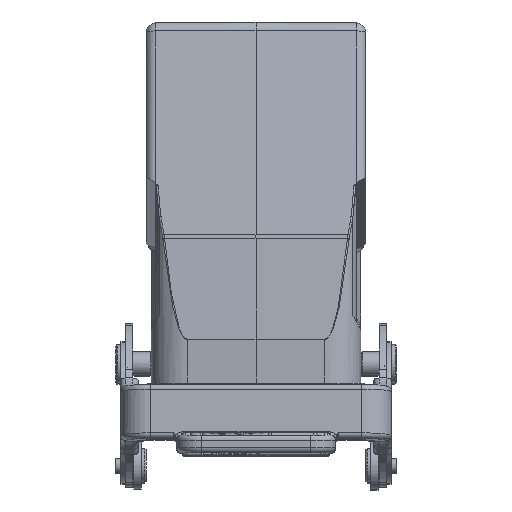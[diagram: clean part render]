
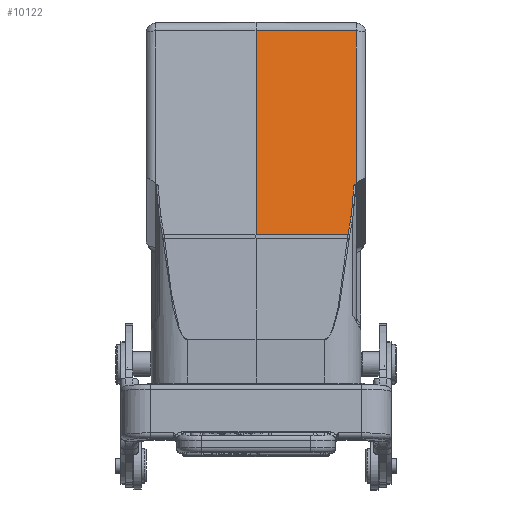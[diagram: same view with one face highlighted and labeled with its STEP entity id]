
A CAD part, top view. The second image highlights one B-rep face of the part: STEP entity #10122.
In plain terms, the highlighted planar face has unit normal (0.009, 0.174, 0.985).
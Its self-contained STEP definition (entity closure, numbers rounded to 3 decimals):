
#7203=ELLIPSE('',#36954,40.313,7.);
#10122=ADVANCED_FACE('',(#12513),#11285,.T.);
#11285=PLANE('',#36955);
#12513=FACE_OUTER_BOUND('',#14232,.T.);
#14232=EDGE_LOOP('',(#20328,#20329,#20330,#20331,#20332,#20333,#20334));
#15642=CIRCLE('',#36952,62.334);
#20328=ORIENTED_EDGE('',*,*,#29094,.F.);
#20329=ORIENTED_EDGE('',*,*,#29091,.F.);
#20330=ORIENTED_EDGE('',*,*,#29012,.T.);
#20331=ORIENTED_EDGE('',*,*,#29096,.F.);
#20332=ORIENTED_EDGE('',*,*,#29097,.F.);
#20333=ORIENTED_EDGE('',*,*,#28800,.T.);
#20334=ORIENTED_EDGE('',*,*,#29095,.F.);
#25502=VERTEX_POINT('',#54492);
#25503=VERTEX_POINT('',#54513);
#25644=VERTEX_POINT('',#54982);
#25645=VERTEX_POINT('',#54984);
#25694=VERTEX_POINT('',#55256);
#25695=VERTEX_POINT('',#55278);
#25696=VERTEX_POINT('',#55295);
#28800=EDGE_CURVE('',#25503,#25502,#31850,.T.);
#29012=EDGE_CURVE('',#25645,#25644,#32026,.T.);
#29091=EDGE_CURVE('',#25645,#25694,#32066,.T.);
#29094=EDGE_CURVE('',#25694,#25695,#15642,.T.);
#29095=EDGE_CURVE('',#25695,#25502,#7203,.T.);
#29096=EDGE_CURVE('',#25696,#25644,#32067,.T.);
#29097=EDGE_CURVE('',#25503,#25696,#32068,.T.);
#31850=LINE('',#54512,#34232);
#32026=LINE('',#54983,#34408);
#32066=LINE('',#55255,#34448);
#32067=LINE('',#55294,#34449);
#32068=LINE('',#55296,#34450);
#34232=VECTOR('',#42134,1.);
#34408=VECTOR('',#42528,1.);
#34448=VECTOR('',#42678,1.);
#34449=VECTOR('',#42687,1.);
#34450=VECTOR('',#42688,1.);
#36952=AXIS2_PLACEMENT_3D('',#55279,#42681,#42682);
#36954=AXIS2_PLACEMENT_3D('',#55281,#42685,#42686);
#36955=AXIS2_PLACEMENT_3D('',#55297,#42689,#42690);
#42134=DIRECTION('',(1.,-0.001,-0.009));
#42528=DIRECTION('',(0.,0.985,-0.174));
#42678=DIRECTION('',(-0.762,-0.637,0.119));
#42681=DIRECTION('',(-0.009,-0.174,-0.985));
#42682=DIRECTION('',(0.,-0.985,0.174));
#42685=DIRECTION('',(-0.009,-0.174,-0.985));
#42686=DIRECTION('',(0.002,-0.985,0.174));
#42687=DIRECTION('',(1.,-0.009,-0.007));
#42688=DIRECTION('',(0.,0.985,-0.174));
#42689=DIRECTION('',(0.009,0.174,0.985));
#42690=DIRECTION('',(0.,-0.985,0.174));
#54492=CARTESIAN_POINT('',(18.848,-22.176,57.924));
#54512=CARTESIAN_POINT('',(0.017,-22.155,58.087));
#54513=CARTESIAN_POINT('',(0.,-22.155,58.087));
#54982=CARTESIAN_POINT('',(20.517,19.584,50.546));
#54983=CARTESIAN_POINT('',(20.517,-11.704,56.062));
#54984=CARTESIAN_POINT('',(20.517,-11.704,56.062));
#55255=CARTESIAN_POINT('',(20.517,-11.704,56.062));
#55256=CARTESIAN_POINT('',(19.963,-12.168,56.149));
#55278=CARTESIAN_POINT('',(19.449,-18.497,57.27));
#55279=CARTESIAN_POINT('',(-42.346,-10.389,56.388));
#55281=CARTESIAN_POINT('',(14.004,6.729,52.87));
#55294=CARTESIAN_POINT('',(-0.012,19.763,50.696));
#55295=CARTESIAN_POINT('',(0.,19.763,50.696));
#55296=CARTESIAN_POINT('',(0.,-22.153,58.087));
#55297=CARTESIAN_POINT('',(0.,21.415,50.404));
